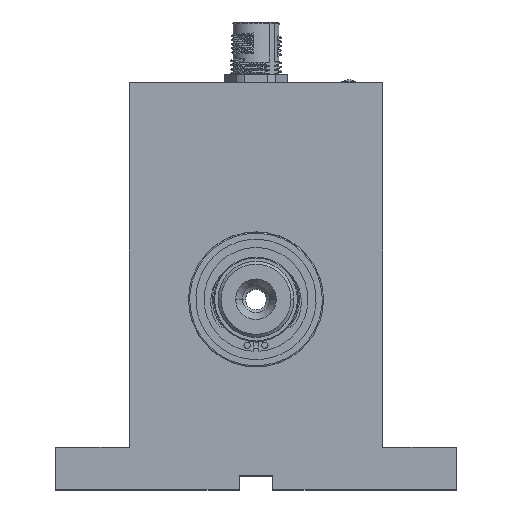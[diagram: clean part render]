
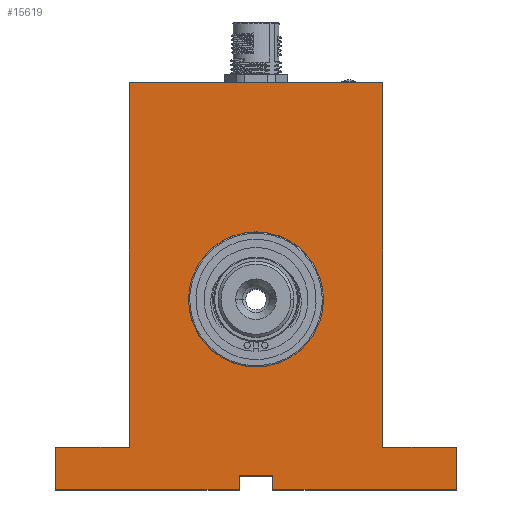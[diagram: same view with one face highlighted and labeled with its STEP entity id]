
A CAD part, top view. The second image highlights one B-rep face of the part: STEP entity #15619.
In plain terms, the highlighted planar face has unit normal (0, 0, 1).
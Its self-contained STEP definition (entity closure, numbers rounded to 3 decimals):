
#684 = DIRECTION ( 'NONE',  ( 1., 0., 0. ) ) ;
#1096 = VERTEX_POINT ( 'NONE', #17602 ) ;
#1187 = DIRECTION ( 'NONE',  ( 0., 1., 0. ) ) ;
#1601 = CARTESIAN_POINT ( 'NONE',  ( 4., 3.3, 80. ) ) ;
#1805 = VECTOR ( 'NONE', #21568, 1000. ) ;
#2148 = ORIENTED_EDGE ( 'NONE', *, *, #13645, .T. ) ;
#2154 = LINE ( 'NONE', #10962, #18064 ) ;
#2719 = LINE ( 'NONE', #11536, #5623 ) ;
#2840 = EDGE_CURVE ( 'NONE', #21949, #21487, #6740, .T. ) ;
#3012 = LINE ( 'NONE', #11829, #11931 ) ;
#3073 = LINE ( 'NONE', #11883, #15640 ) ;
#3122 = CARTESIAN_POINT ( 'NONE',  ( -30., 10., 80. ) ) ;
#3571 = DIRECTION ( 'NONE',  ( 0., 0., -1. ) ) ;
#3943 = LINE ( 'NONE', #12758, #1805 ) ;
#4144 = VERTEX_POINT ( 'NONE', #17563 ) ;
#4445 = ORIENTED_EDGE ( 'NONE', *, *, #14372, .T. ) ;
#4663 = EDGE_CURVE ( 'NONE', #15089, #10954, #11670, .T. ) ;
#5268 = DIRECTION ( 'NONE',  ( 1., 0., 0. ) ) ;
#5385 = EDGE_CURVE ( 'NONE', #10954, #4144, #21390, .T. ) ;
#5549 = EDGE_CURVE ( 'NONE', #21487, #15089, #2719, .T. ) ;
#5623 = VECTOR ( 'NONE', #20361, 1000. ) ;
#5731 = EDGE_CURVE ( 'NONE', #15867, #13803, #10248, .T. ) ;
#5764 = CARTESIAN_POINT ( 'NONE',  ( 0., 45., 80. ) ) ;
#6527 = VERTEX_POINT ( 'NONE', #10498 ) ;
#6615 = CARTESIAN_POINT ( 'NONE',  ( 47.5, 0., 80. ) ) ;
#6740 = LINE ( 'NONE', #15549, #23985 ) ;
#6828 = CARTESIAN_POINT ( 'NONE',  ( -47.5, 0., 80. ) ) ;
#7151 = VERTEX_POINT ( 'NONE', #16899 ) ;
#7247 = CARTESIAN_POINT ( 'NONE',  ( 47.5, 10., 80. ) ) ;
#7449 = PLANE ( 'NONE',  #16699 ) ;
#7925 = ORIENTED_EDGE ( 'NONE', *, *, #5385, .T. ) ;
#8075 = CARTESIAN_POINT ( 'NONE',  ( -4., 3.3, 80. ) ) ;
#8479 = ORIENTED_EDGE ( 'NONE', *, *, #28086, .T. ) ;
#8523 = ORIENTED_EDGE ( 'NONE', *, *, #14471, .T. ) ;
#8717 = CARTESIAN_POINT ( 'NONE',  ( 0., 61., 80. ) ) ;
#9159 = LINE ( 'NONE', #17983, #26848 ) ;
#9493 = ORIENTED_EDGE ( 'NONE', *, *, #19736, .T. ) ;
#9754 = VECTOR ( 'NONE', #10413, 1000. ) ;
#10248 = CIRCLE ( 'NONE', #26392, 16. ) ;
#10370 = VERTEX_POINT ( 'NONE', #25361 ) ;
#10384 = CARTESIAN_POINT ( 'NONE',  ( 47.5, 10., 80. ) ) ;
#10413 = DIRECTION ( 'NONE',  ( 0., -1., 0. ) ) ;
#10498 = CARTESIAN_POINT ( 'NONE',  ( -30., 96.3, 80. ) ) ;
#10561 = CIRCLE ( 'NONE', #26714, 16. ) ;
#10954 = VERTEX_POINT ( 'NONE', #28080 ) ;
#10962 = CARTESIAN_POINT ( 'NONE',  ( 30., 96.3, 80. ) ) ;
#11369 = ORIENTED_EDGE ( 'NONE', *, *, #5549, .T. ) ;
#11536 = CARTESIAN_POINT ( 'NONE',  ( -4., 0., 80. ) ) ;
#11670 = LINE ( 'NONE', #20487, #17591 ) ;
#11829 = CARTESIAN_POINT ( 'NONE',  ( -30., 96.3, 80. ) ) ;
#11883 = CARTESIAN_POINT ( 'NONE',  ( 4., 0., 80. ) ) ;
#11931 = VECTOR ( 'NONE', #20650, 1000. ) ;
#11938 = DIRECTION ( 'NONE',  ( -1., 0., 0. ) ) ;
#12186 = LINE ( 'NONE', #20994, #20381 ) ;
#12403 = DIRECTION ( 'NONE',  ( 0., 1., 0. ) ) ;
#12758 = CARTESIAN_POINT ( 'NONE',  ( 30., 10., 80. ) ) ;
#12839 = CARTESIAN_POINT ( 'NONE',  ( -4., 0., 80. ) ) ;
#13645 = EDGE_CURVE ( 'NONE', #19002, #7151, #27042, .T. ) ;
#13803 = VERTEX_POINT ( 'NONE', #19220 ) ;
#13993 = ORIENTED_EDGE ( 'NONE', *, *, #28195, .T. ) ;
#14372 = EDGE_CURVE ( 'NONE', #4144, #26318, #3073, .T. ) ;
#14471 = EDGE_CURVE ( 'NONE', #7151, #10370, #3943, .T. ) ;
#14585 = DIRECTION ( 'NONE',  ( 0., 0., -1. ) ) ;
#15089 = VERTEX_POINT ( 'NONE', #8075 ) ;
#15549 = CARTESIAN_POINT ( 'NONE',  ( -47.5, 0., 80. ) ) ;
#15619 = ADVANCED_FACE ( 'NONE', ( #18424, #27243 ), #7449, .T. ) ;
#15640 = VECTOR ( 'NONE', #20710, 1000. ) ;
#15867 = VERTEX_POINT ( 'NONE', #8717 ) ;
#16045 = DIRECTION ( 'NONE',  ( -1., 0., 0. ) ) ;
#16248 = CARTESIAN_POINT ( 'NONE',  ( 0., 0., 80. ) ) ;
#16699 = AXIS2_PLACEMENT_3D ( 'NONE', #16248, #25068, #5268 ) ;
#16899 = CARTESIAN_POINT ( 'NONE',  ( 30., 10., 80. ) ) ;
#16916 = CARTESIAN_POINT ( 'NONE',  ( -47.5, 10., 80. ) ) ;
#17003 = VECTOR ( 'NONE', #16045, 1000. ) ;
#17254 = ORIENTED_EDGE ( 'NONE', *, *, #22398, .T. ) ;
#17536 = EDGE_CURVE ( 'NONE', #10370, #6527, #2154, .T. ) ;
#17563 = CARTESIAN_POINT ( 'NONE',  ( 4., 0., 80. ) ) ;
#17591 = VECTOR ( 'NONE', #684, 1000. ) ;
#17602 = CARTESIAN_POINT ( 'NONE',  ( -30., 10., 80. ) ) ;
#17983 = CARTESIAN_POINT ( 'NONE',  ( -47.5, 10., 80. ) ) ;
#18064 = VECTOR ( 'NONE', #19780, 1000. ) ;
#18424 = FACE_BOUND ( 'NONE', #22320, .T. ) ;
#19002 = VERTEX_POINT ( 'NONE', #10384 ) ;
#19220 = CARTESIAN_POINT ( 'NONE',  ( 0., 29., 80. ) ) ;
#19657 = EDGE_CURVE ( 'NONE', #26782, #21949, #9159, .T. ) ;
#19736 = EDGE_CURVE ( 'NONE', #26318, #19002, #12186, .T. ) ;
#19780 = DIRECTION ( 'NONE',  ( -1., 0., 0. ) ) ;
#20361 = DIRECTION ( 'NONE',  ( 0., 1., 0. ) ) ;
#20381 = VECTOR ( 'NONE', #1187, 1000. ) ;
#20487 = CARTESIAN_POINT ( 'NONE',  ( -4., 3.3, 80. ) ) ;
#20650 = DIRECTION ( 'NONE',  ( 0., -1., 0. ) ) ;
#20682 = EDGE_LOOP ( 'NONE', ( #24736, #25913, #11369, #28552, #7925, #4445, #9493, #2148, #8523, #25688, #8479, #17254 ) ) ;
#20710 = DIRECTION ( 'NONE',  ( 1., 0., 0. ) ) ;
#20994 = CARTESIAN_POINT ( 'NONE',  ( 47.5, 0., 80. ) ) ;
#21390 = LINE ( 'NONE', #1601, #9754 ) ;
#21487 = VERTEX_POINT ( 'NONE', #12839 ) ;
#21568 = DIRECTION ( 'NONE',  ( 0., 1., 0. ) ) ;
#21949 = VERTEX_POINT ( 'NONE', #6828 ) ;
#22320 = EDGE_LOOP ( 'NONE', ( #25107, #13993 ) ) ;
#22398 = EDGE_CURVE ( 'NONE', #1096, #26782, #22923, .T. ) ;
#22923 = LINE ( 'NONE', #3122, #24401 ) ;
#23386 = CARTESIAN_POINT ( 'NONE',  ( 0., 45., 80. ) ) ;
#23400 = DIRECTION ( 'NONE',  ( 0., 1., 0. ) ) ;
#23985 = VECTOR ( 'NONE', #24360, 1000. ) ;
#24360 = DIRECTION ( 'NONE',  ( 1., 0., 0. ) ) ;
#24401 = VECTOR ( 'NONE', #11938, 1000. ) ;
#24736 = ORIENTED_EDGE ( 'NONE', *, *, #19657, .T. ) ;
#25068 = DIRECTION ( 'NONE',  ( 0., 0., 1. ) ) ;
#25107 = ORIENTED_EDGE ( 'NONE', *, *, #5731, .T. ) ;
#25361 = CARTESIAN_POINT ( 'NONE',  ( 30., 96.3, 80. ) ) ;
#25688 = ORIENTED_EDGE ( 'NONE', *, *, #17536, .T. ) ;
#25913 = ORIENTED_EDGE ( 'NONE', *, *, #2840, .T. ) ;
#26318 = VERTEX_POINT ( 'NONE', #6615 ) ;
#26392 = AXIS2_PLACEMENT_3D ( 'NONE', #23386, #3571, #12403 ) ;
#26714 = AXIS2_PLACEMENT_3D ( 'NONE', #5764, #14585, #23400 ) ;
#26782 = VERTEX_POINT ( 'NONE', #16916 ) ;
#26797 = DIRECTION ( 'NONE',  ( 0., -1., 0. ) ) ;
#26848 = VECTOR ( 'NONE', #26797, 1000. ) ;
#27042 = LINE ( 'NONE', #7247, #17003 ) ;
#27243 = FACE_OUTER_BOUND ( 'NONE', #20682, .T. ) ;
#28080 = CARTESIAN_POINT ( 'NONE',  ( 4., 3.3, 80. ) ) ;
#28086 = EDGE_CURVE ( 'NONE', #6527, #1096, #3012, .T. ) ;
#28195 = EDGE_CURVE ( 'NONE', #13803, #15867, #10561, .T. ) ;
#28552 = ORIENTED_EDGE ( 'NONE', *, *, #4663, .T. ) ;
